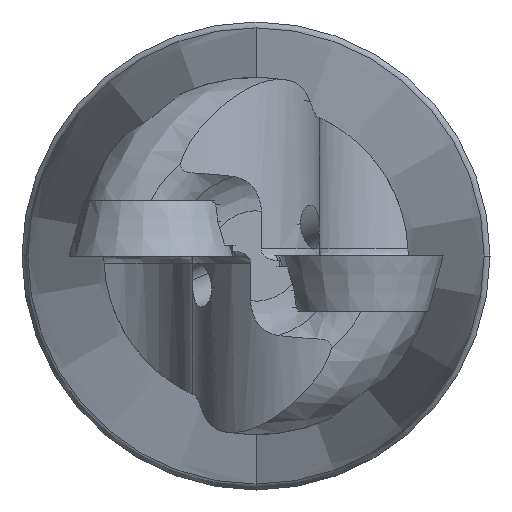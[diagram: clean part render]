
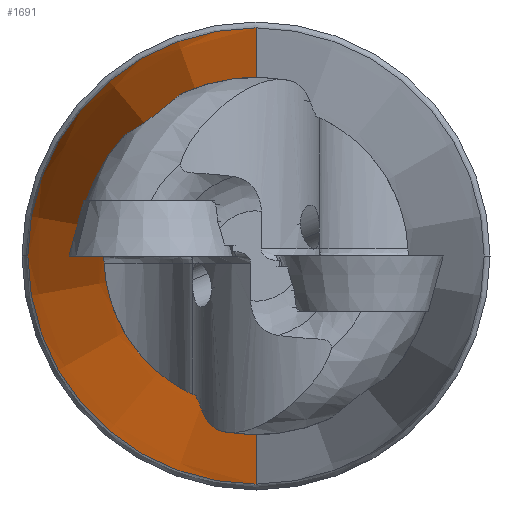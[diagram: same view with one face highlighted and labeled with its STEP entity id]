
A CAD part, front view. The second image highlights one B-rep face of the part: STEP entity #1691.
In plain terms, the highlighted conical face has half-angle 2.481 degrees and reference radius 9.75 mm.
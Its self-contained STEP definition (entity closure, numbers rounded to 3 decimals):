
#356 = DIRECTION ( 'NONE',  ( 0., 0.999, -0.043 ) ) ;
#393 = CARTESIAN_POINT ( 'NONE',  ( 0., 95., 0. ) ) ;
#466 = LINE ( 'NONE', #508, #3083 ) ;
#508 = CARTESIAN_POINT ( 'NONE',  ( 0., 95., 9.75 ) ) ;
#983 = CARTESIAN_POINT ( 'NONE',  ( 0., 20., -6.5 ) ) ;
#991 = EDGE_CURVE ( 'NONE', #5852, #4242, #466, .T. ) ;
#1331 = VERTEX_POINT ( 'NONE', #983 ) ;
#1536 = VECTOR ( 'NONE', #356, 1000. ) ;
#1537 = FACE_OUTER_BOUND ( 'NONE', #5696, .T. ) ;
#1691 = ADVANCED_FACE ( 'NONE', ( #1537 ), #6649, .T. ) ;
#2111 = LINE ( 'NONE', #5558, #1536 ) ;
#2130 = CARTESIAN_POINT ( 'NONE',  ( 0., 20., 0. ) ) ;
#2461 = CIRCLE ( 'NONE', #7238, 9.75 ) ;
#2506 = ORIENTED_EDGE ( 'NONE', *, *, #5767, .T. ) ;
#2649 = ORIENTED_EDGE ( 'NONE', *, *, #5556, .T. ) ;
#2838 = DIRECTION ( 'NONE',  ( 0., 0.999, 0.043 ) ) ;
#3083 = VECTOR ( 'NONE', #2838, 1000. ) ;
#3143 = CARTESIAN_POINT ( 'NONE',  ( 0., 95., -9.75 ) ) ;
#3410 = CARTESIAN_POINT ( 'NONE',  ( 0., 95., 0. ) ) ;
#3680 = ORIENTED_EDGE ( 'NONE', *, *, #5154, .F. ) ;
#3829 = DIRECTION ( 'NONE',  ( 0., 0., 1. ) ) ;
#4017 = CARTESIAN_POINT ( 'NONE',  ( 0., 20., 6.5 ) ) ;
#4084 = ORIENTED_EDGE ( 'NONE', *, *, #991, .T. ) ;
#4242 = VERTEX_POINT ( 'NONE', #6819 ) ;
#4344 = DIRECTION ( 'NONE',  ( 0., -1., 0. ) ) ;
#4670 = CIRCLE ( 'NONE', #6227, 6.5 ) ;
#4948 = AXIS2_PLACEMENT_3D ( 'NONE', #3410, #5750, #3829 ) ;
#5154 = EDGE_CURVE ( 'NONE', #1331, #7209, #2111, .T. ) ;
#5556 = EDGE_CURVE ( 'NONE', #1331, #5852, #4670, .T. ) ;
#5558 = CARTESIAN_POINT ( 'NONE',  ( 0., 95., -9.75 ) ) ;
#5610 = DIRECTION ( 'NONE',  ( 1., 0., 0. ) ) ;
#5696 = EDGE_LOOP ( 'NONE', ( #3680, #2649, #4084, #2506 ) ) ;
#5750 = DIRECTION ( 'NONE',  ( 0., 1., 0. ) ) ;
#5767 = EDGE_CURVE ( 'NONE', #4242, #7209, #2461, .T. ) ;
#5852 = VERTEX_POINT ( 'NONE', #4017 ) ;
#6227 = AXIS2_PLACEMENT_3D ( 'NONE', #2130, #6256, #5610 ) ;
#6256 = DIRECTION ( 'NONE',  ( 0., 1., 0. ) ) ;
#6649 = CONICAL_SURFACE ( 'NONE', #4948, 9.75, 0.043 ) ;
#6663 = DIRECTION ( 'NONE',  ( 1., 0., 0. ) ) ;
#6819 = CARTESIAN_POINT ( 'NONE',  ( 0., 95., 9.75 ) ) ;
#7209 = VERTEX_POINT ( 'NONE', #3143 ) ;
#7238 = AXIS2_PLACEMENT_3D ( 'NONE', #393, #4344, #6663 ) ;
